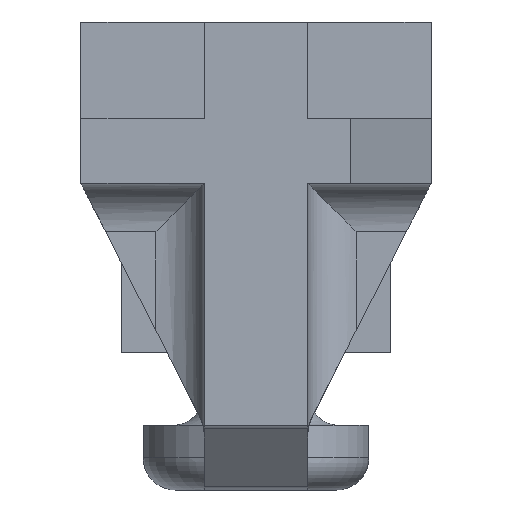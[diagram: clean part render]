
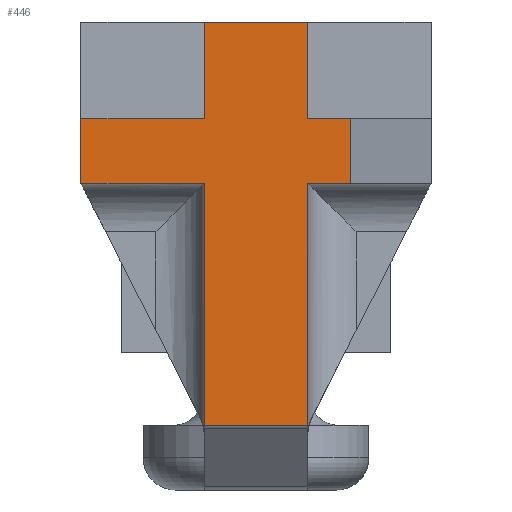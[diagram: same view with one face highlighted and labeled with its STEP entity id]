
A CAD part, front view. The second image highlights one B-rep face of the part: STEP entity #446.
In plain terms, the highlighted planar face has unit normal (0, -1, 0).
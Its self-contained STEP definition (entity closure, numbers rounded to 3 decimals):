
#7 = DIRECTION ( 'NONE',  ( 1., 0., 0. ) ) ;
#27 = DIRECTION ( 'NONE',  ( 0., 0., 1. ) ) ;
#40 = EDGE_CURVE ( 'NONE', #1846, #3345, #2712, .T. ) ;
#87 = VERTEX_POINT ( 'NONE', #1681 ) ;
#97 = DIRECTION ( 'NONE',  ( 0., -1., 0. ) ) ;
#104 = DIRECTION ( 'NONE',  ( 1., 0., 0. ) ) ;
#111 = VERTEX_POINT ( 'NONE', #1191 ) ;
#131 = EDGE_CURVE ( 'NONE', #2911, #2297, #2965, .T. ) ;
#144 = ORIENTED_EDGE ( 'NONE', *, *, #40, .F. ) ;
#227 = VECTOR ( 'NONE', #2548, 1000. ) ;
#338 = DIRECTION ( 'NONE',  ( 0., 0., 1. ) ) ;
#383 = VERTEX_POINT ( 'NONE', #2478 ) ;
#385 = CARTESIAN_POINT ( 'NONE',  ( -18.5, -129., 10.5 ) ) ;
#446 = ADVANCED_FACE ( 'NONE', ( #1134 ), #1937, .T. ) ;
#465 = CARTESIAN_POINT ( 'NONE',  ( -24.9, -129., -4.5 ) ) ;
#480 = VECTOR ( 'NONE', #1599, 1000. ) ;
#494 = VECTOR ( 'NONE', #338, 1000. ) ;
#838 = CARTESIAN_POINT ( 'NONE',  ( -24.9, -129., 14.5 ) ) ;
#865 = VECTOR ( 'NONE', #7, 1000. ) ;
#954 = LINE ( 'NONE', #1391, #2113 ) ;
#971 = CARTESIAN_POINT ( 'NONE',  ( -18.5, -129., -4.5 ) ) ;
#986 = VERTEX_POINT ( 'NONE', #3336 ) ;
#991 = EDGE_CURVE ( 'NONE', #87, #1543, #2049, .T. ) ;
#1059 = CARTESIAN_POINT ( 'NONE',  ( -24.9, -129., -4.5 ) ) ;
#1061 = EDGE_CURVE ( 'NONE', #2297, #2811, #2186, .T. ) ;
#1134 = FACE_OUTER_BOUND ( 'NONE', #2468, .T. ) ;
#1153 = DIRECTION ( 'NONE',  ( -1., 0., 0. ) ) ;
#1181 = VECTOR ( 'NONE', #1964, 1000. ) ;
#1182 = VECTOR ( 'NONE', #1686, 1000. ) ;
#1191 = CARTESIAN_POINT ( 'NONE',  ( -15.85, -129., 10.5 ) ) ;
#1199 = CARTESIAN_POINT ( 'NONE',  ( -15.85, -129., 20.5 ) ) ;
#1234 = EDGE_CURVE ( 'NONE', #1543, #1846, #1690, .T. ) ;
#1348 = EDGE_CURVE ( 'NONE', #2244, #383, #2381, .T. ) ;
#1376 = EDGE_CURVE ( 'NONE', #2811, #111, #1929, .T. ) ;
#1389 = VECTOR ( 'NONE', #3293, 1000. ) ;
#1391 = CARTESIAN_POINT ( 'NONE',  ( -24.9, -129., 20.5 ) ) ;
#1403 = VERTEX_POINT ( 'NONE', #385 ) ;
#1467 = ORIENTED_EDGE ( 'NONE', *, *, #131, .F. ) ;
#1477 = CARTESIAN_POINT ( 'NONE',  ( -18.5, -129., 20.5 ) ) ;
#1509 = ORIENTED_EDGE ( 'NONE', *, *, #1376, .F. ) ;
#1543 = VERTEX_POINT ( 'NONE', #2501 ) ;
#1599 = DIRECTION ( 'NONE',  ( -1., 0., 0. ) ) ;
#1678 = CARTESIAN_POINT ( 'NONE',  ( -21.7, -129., 0. ) ) ;
#1681 = CARTESIAN_POINT ( 'NONE',  ( -24.9, -129., -4.5 ) ) ;
#1686 = DIRECTION ( 'NONE',  ( 0., 0., -1. ) ) ;
#1690 = LINE ( 'NONE', #2231, #1389 ) ;
#1729 = VECTOR ( 'NONE', #1153, 1000. ) ;
#1838 = CARTESIAN_POINT ( 'NONE',  ( -32.55, -129., 10.5 ) ) ;
#1846 = VERTEX_POINT ( 'NONE', #1838 ) ;
#1853 = AXIS2_PLACEMENT_3D ( 'NONE', #1678, #97, #2181 ) ;
#1899 = EDGE_CURVE ( 'NONE', #3345, #2244, #2360, .T. ) ;
#1929 = LINE ( 'NONE', #1199, #1182 ) ;
#1931 = CARTESIAN_POINT ( 'NONE',  ( -32.55, -129., 10.5 ) ) ;
#1937 = PLANE ( 'NONE',  #1853 ) ;
#1949 = VECTOR ( 'NONE', #2004, 1000. ) ;
#1964 = DIRECTION ( 'NONE',  ( 1., 0., 0. ) ) ;
#1993 = CARTESIAN_POINT ( 'NONE',  ( -18.5, -129., 10.5 ) ) ;
#2004 = DIRECTION ( 'NONE',  ( 0., 0., -1. ) ) ;
#2035 = CARTESIAN_POINT ( 'NONE',  ( -32.55, -129., 14.5 ) ) ;
#2046 = ORIENTED_EDGE ( 'NONE', *, *, #1899, .F. ) ;
#2049 = LINE ( 'NONE', #465, #227 ) ;
#2113 = VECTOR ( 'NONE', #104, 1000. ) ;
#2121 = CARTESIAN_POINT ( 'NONE',  ( -24.9, -129., 14.5 ) ) ;
#2181 = DIRECTION ( 'NONE',  ( 0., 0., -1. ) ) ;
#2186 = LINE ( 'NONE', #3281, #1181 ) ;
#2195 = ORIENTED_EDGE ( 'NONE', *, *, #2956, .F. ) ;
#2231 = CARTESIAN_POINT ( 'NONE',  ( -32.55, -129., 10.5 ) ) ;
#2242 = VECTOR ( 'NONE', #2683, 1000. ) ;
#2244 = VERTEX_POINT ( 'NONE', #838 ) ;
#2251 = CARTESIAN_POINT ( 'NONE',  ( -15.85, -129., 14.5 ) ) ;
#2297 = VERTEX_POINT ( 'NONE', #2457 ) ;
#2301 = LINE ( 'NONE', #971, #1949 ) ;
#2306 = EDGE_CURVE ( 'NONE', #111, #1403, #2995, .T. ) ;
#2309 = ORIENTED_EDGE ( 'NONE', *, *, #1348, .F. ) ;
#2360 = LINE ( 'NONE', #2634, #865 ) ;
#2381 = LINE ( 'NONE', #2121, #2822 ) ;
#2457 = CARTESIAN_POINT ( 'NONE',  ( -18.5, -129., 14.5 ) ) ;
#2468 = EDGE_LOOP ( 'NONE', ( #1509, #3194, #1467, #2549, #2309, #2046, #144, #2573, #3106, #2195, #2986, #3013 ) ) ;
#2478 = CARTESIAN_POINT ( 'NONE',  ( -24.9, -129., 20.5 ) ) ;
#2501 = CARTESIAN_POINT ( 'NONE',  ( -24.9, -129., 10.5 ) ) ;
#2548 = DIRECTION ( 'NONE',  ( 0., 0., 1. ) ) ;
#2549 = ORIENTED_EDGE ( 'NONE', *, *, #3242, .F. ) ;
#2573 = ORIENTED_EDGE ( 'NONE', *, *, #1234, .F. ) ;
#2634 = CARTESIAN_POINT ( 'NONE',  ( -32.55, -129., 14.5 ) ) ;
#2683 = DIRECTION ( 'NONE',  ( 0., 0., -1. ) ) ;
#2712 = LINE ( 'NONE', #1931, #494 ) ;
#2722 = CARTESIAN_POINT ( 'NONE',  ( -18.5, -129., 14.5 ) ) ;
#2811 = VERTEX_POINT ( 'NONE', #2251 ) ;
#2822 = VECTOR ( 'NONE', #27, 1000. ) ;
#2911 = VERTEX_POINT ( 'NONE', #1477 ) ;
#2930 = LINE ( 'NONE', #1059, #480 ) ;
#2932 = EDGE_CURVE ( 'NONE', #1403, #986, #2301, .T. ) ;
#2956 = EDGE_CURVE ( 'NONE', #986, #87, #2930, .T. ) ;
#2965 = LINE ( 'NONE', #2722, #2242 ) ;
#2986 = ORIENTED_EDGE ( 'NONE', *, *, #2932, .F. ) ;
#2995 = LINE ( 'NONE', #1993, #1729 ) ;
#3013 = ORIENTED_EDGE ( 'NONE', *, *, #2306, .F. ) ;
#3106 = ORIENTED_EDGE ( 'NONE', *, *, #991, .F. ) ;
#3194 = ORIENTED_EDGE ( 'NONE', *, *, #1061, .F. ) ;
#3242 = EDGE_CURVE ( 'NONE', #383, #2911, #954, .T. ) ;
#3281 = CARTESIAN_POINT ( 'NONE',  ( -18.5, -129., 14.5 ) ) ;
#3293 = DIRECTION ( 'NONE',  ( -1., 0., 0. ) ) ;
#3336 = CARTESIAN_POINT ( 'NONE',  ( -18.5, -129., -4.5 ) ) ;
#3345 = VERTEX_POINT ( 'NONE', #2035 ) ;
